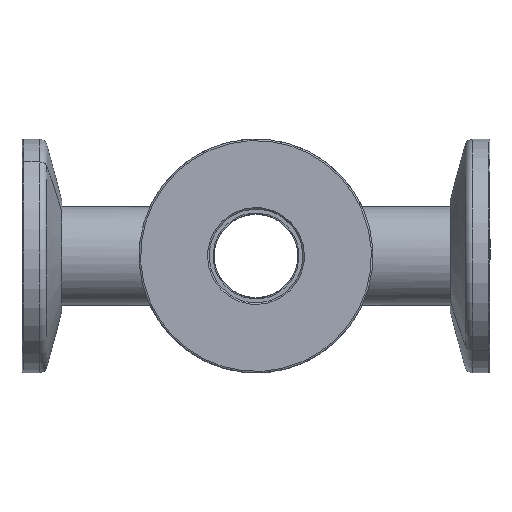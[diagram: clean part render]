
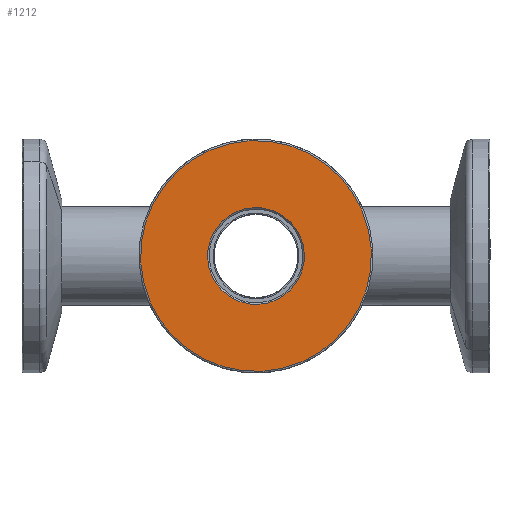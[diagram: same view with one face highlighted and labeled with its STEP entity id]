
A CAD part, front view. The second image highlights one B-rep face of the part: STEP entity #1212.
In plain terms, the highlighted planar face has unit normal (0, -1, 0).
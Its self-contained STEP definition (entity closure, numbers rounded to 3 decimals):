
#41 = DIRECTION ( 'NONE',  ( 0., 0., 1. ) ) ;
#47 = EDGE_CURVE ( 'NONE', #317, #989, #213, .T. ) ;
#51 = DIRECTION ( 'NONE',  ( 0., 0., 1. ) ) ;
#83 = DIRECTION ( 'NONE',  ( 0., 1., 0. ) ) ;
#114 = ORIENTED_EDGE ( 'NONE', *, *, #47, .T. ) ;
#120 = CIRCLE ( 'NONE', #1052, 6.2 ) ;
#128 = CARTESIAN_POINT ( 'NONE',  ( 0., 0., -14.8 ) ) ;
#148 = CARTESIAN_POINT ( 'NONE',  ( 0., 0., 0. ) ) ;
#180 = EDGE_CURVE ( 'NONE', #246, #296, #120, .T. ) ;
#213 = CIRCLE ( 'NONE', #622, 14.8 ) ;
#226 = CIRCLE ( 'NONE', #1136, 6.2 ) ;
#246 = VERTEX_POINT ( 'NONE', #814 ) ;
#259 = CARTESIAN_POINT ( 'NONE',  ( 0., 0., 14.8 ) ) ;
#279 = FACE_BOUND ( 'NONE', #901, .T. ) ;
#291 = DIRECTION ( 'NONE',  ( 0., 1., 0. ) ) ;
#296 = VERTEX_POINT ( 'NONE', #1134 ) ;
#297 = PLANE ( 'NONE',  #709 ) ;
#310 = ORIENTED_EDGE ( 'NONE', *, *, #425, .T. ) ;
#317 = VERTEX_POINT ( 'NONE', #128 ) ;
#375 = DIRECTION ( 'NONE',  ( 0., 0., 1. ) ) ;
#425 = EDGE_CURVE ( 'NONE', #989, #317, #1195, .T. ) ;
#480 = CARTESIAN_POINT ( 'NONE',  ( 0., 0., 0. ) ) ;
#536 = AXIS2_PLACEMENT_3D ( 'NONE', #1254, #648, #41 ) ;
#546 = FACE_OUTER_BOUND ( 'NONE', #1153, .T. ) ;
#618 = EDGE_CURVE ( 'NONE', #296, #246, #226, .T. ) ;
#622 = AXIS2_PLACEMENT_3D ( 'NONE', #480, #1075, #375 ) ;
#648 = DIRECTION ( 'NONE',  ( 0., -1., 0. ) ) ;
#689 = CARTESIAN_POINT ( 'NONE',  ( 0., 0., 0. ) ) ;
#707 = ORIENTED_EDGE ( 'NONE', *, *, #180, .T. ) ;
#709 = AXIS2_PLACEMENT_3D ( 'NONE', #800, #291, #1002 ) ;
#762 = DIRECTION ( 'NONE',  ( 0., 1., 0. ) ) ;
#792 = DIRECTION ( 'NONE',  ( 0., 0., 1. ) ) ;
#800 = CARTESIAN_POINT ( 'NONE',  ( -6., 0., 0. ) ) ;
#814 = CARTESIAN_POINT ( 'NONE',  ( 0., 0., 6.2 ) ) ;
#901 = EDGE_LOOP ( 'NONE', ( #1244, #707 ) ) ;
#989 = VERTEX_POINT ( 'NONE', #259 ) ;
#1002 = DIRECTION ( 'NONE',  ( 0., 0., 1. ) ) ;
#1052 = AXIS2_PLACEMENT_3D ( 'NONE', #148, #762, #51 ) ;
#1075 = DIRECTION ( 'NONE',  ( 0., -1., 0. ) ) ;
#1134 = CARTESIAN_POINT ( 'NONE',  ( 0., 0., -6.2 ) ) ;
#1136 = AXIS2_PLACEMENT_3D ( 'NONE', #689, #83, #792 ) ;
#1153 = EDGE_LOOP ( 'NONE', ( #310, #114 ) ) ;
#1195 = CIRCLE ( 'NONE', #536, 14.8 ) ;
#1212 = ADVANCED_FACE ( 'NONE', ( #546, #279 ), #297, .F. ) ;
#1244 = ORIENTED_EDGE ( 'NONE', *, *, #618, .T. ) ;
#1254 = CARTESIAN_POINT ( 'NONE',  ( 0., 0., 0. ) ) ;
